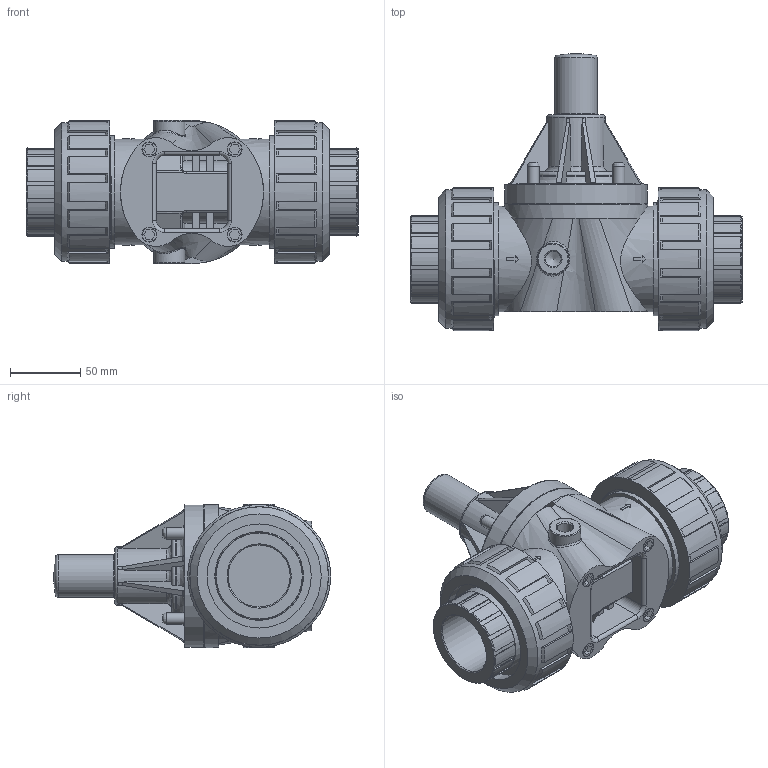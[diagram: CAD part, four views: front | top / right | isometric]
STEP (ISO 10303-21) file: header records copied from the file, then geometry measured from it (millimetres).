
FILE_DESCRIPTION((''),'2;1');
FILE_NAME('ECO-150G-PVC_R0.stp','2017-03-06T13:02:43',('salesdesk5'),(''),'Autodesk Inventor 2009','Autodesk Inventor 2009','');
FILE_SCHEMA(('AUTOMOTIVE_DESIGN { 1 0 10303 214 1 1 1 1 }'));
Length unit declared in the file: inch
Products named in the file (1): ECO-150G-PVC_R0
Bounding box: 235.71 x 196.69 x 101.6 mm (x, y, z)
Volume: 1465083.4 mm3; surface area: 171964.8 mm2
Topology: 1 solids, 19 shells, 744 faces, 1958 edges, 1288 vertices
Faces by surface type: plane 344, cylinder 135, bspline 131, cone 111, torus 23
Full cylindrical faces by diameter (mm): 5.842 x4, 6.502 x1, 8.382 x4, 10.16 x4, 11.112 x1, 11.113 x1, 22.225 x2, 29.972 x1, 41.656 x1, 44.053 x2, 61.163 x2, 62.992 x2, 73.914 x2, 74.143 x2, 74.854 x1, 80.213 x2, 98.298 x2, 101.346 x2, 101.6 x2
Entity records: 28207 total; most frequent: CARTESIAN_POINT 9718, ORIENTED_EDGE 3728, DIRECTION 3604, EDGE_CURVE 1864, AXIS2_PLACEMENT_3D 1310, VERTEX_POINT 1264, VECTOR 984, LINE 984
